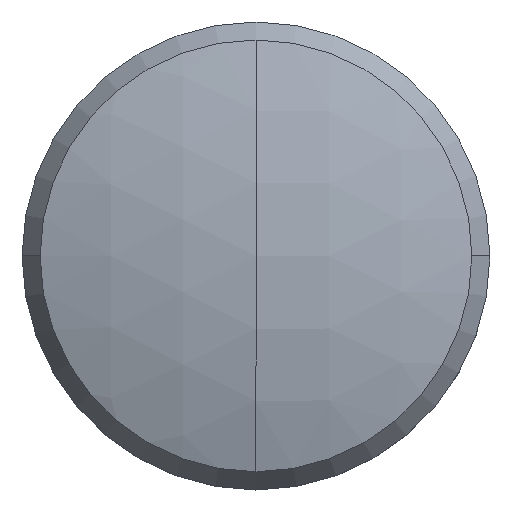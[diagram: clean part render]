
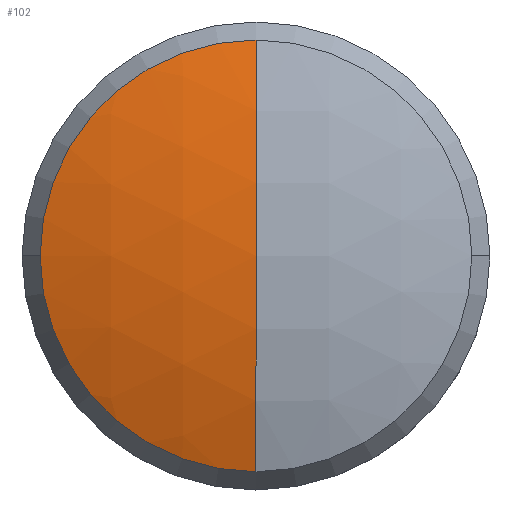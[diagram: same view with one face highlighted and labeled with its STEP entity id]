
A CAD part, top view. The second image highlights one B-rep face of the part: STEP entity #102.
In plain terms, the highlighted spherical face has radius 8.8 mm.
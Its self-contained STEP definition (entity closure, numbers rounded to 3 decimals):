
#6 = DIRECTION ( 'NONE',  ( -1., 0., 0. ) ) ;
#12 = AXIS2_PLACEMENT_3D ( 'NONE', #108, #58, #47 ) ;
#17 = CARTESIAN_POINT ( 'NONE',  ( 0., 0., 0.853 ) ) ;
#25 = VERTEX_POINT ( 'NONE', #131 ) ;
#27 = DIRECTION ( 'NONE',  ( 0., 1., 0. ) ) ;
#47 = DIRECTION ( 'NONE',  ( -1., 0., 0. ) ) ;
#50 = DIRECTION ( 'NONE',  ( -1., 0., 0. ) ) ;
#58 = DIRECTION ( 'NONE',  ( 0., 0., 1. ) ) ;
#60 = VERTEX_POINT ( 'NONE', #286 ) ;
#73 = ORIENTED_EDGE ( 'NONE', *, *, #275, .F. ) ;
#74 = SPHERICAL_SURFACE ( 'NONE', #198, 8.8 ) ;
#93 = ORIENTED_EDGE ( 'NONE', *, *, #310, .T. ) ;
#100 = VERTEX_POINT ( 'NONE', #252 ) ;
#102 = ADVANCED_FACE ( 'NONE', ( #319 ), #74, .T. ) ;
#108 = CARTESIAN_POINT ( 'NONE',  ( 0., 0., 0.853 ) ) ;
#110 = CIRCLE ( 'NONE', #282, 8.8 ) ;
#115 = DIRECTION ( 'NONE',  ( 0., -1., 0. ) ) ;
#122 = EDGE_CURVE ( 'NONE', #100, #148, #171, .T. ) ;
#127 = AXIS2_PLACEMENT_3D ( 'NONE', #17, #299, #50 ) ;
#128 = DIRECTION ( 'NONE',  ( 1., 0., 0. ) ) ;
#131 = CARTESIAN_POINT ( 'NONE',  ( 0., 0., 1.3 ) ) ;
#139 = CIRCLE ( 'NONE', #127, 2.768 ) ;
#148 = VERTEX_POINT ( 'NONE', #176 ) ;
#154 = ORIENTED_EDGE ( 'NONE', *, *, #193, .T. ) ;
#171 = CIRCLE ( 'NONE', #12, 2.768 ) ;
#176 = CARTESIAN_POINT ( 'NONE',  ( 0., -2.768, 0.853 ) ) ;
#193 = EDGE_CURVE ( 'NONE', #60, #100, #139, .T. ) ;
#198 = AXIS2_PLACEMENT_3D ( 'NONE', #366, #6, #27 ) ;
#234 = CARTESIAN_POINT ( 'NONE',  ( 0., 0., -7.5 ) ) ;
#248 = CIRCLE ( 'NONE', #308, 8.8 ) ;
#252 = CARTESIAN_POINT ( 'NONE',  ( -2.768, 0., 0.853 ) ) ;
#254 = EDGE_LOOP ( 'NONE', ( #154, #329, #93, #73 ) ) ;
#275 = EDGE_CURVE ( 'NONE', #60, #25, #248, .T. ) ;
#282 = AXIS2_PLACEMENT_3D ( 'NONE', #234, #362, #115 ) ;
#286 = CARTESIAN_POINT ( 'NONE',  ( 0., 2.768, 0.853 ) ) ;
#293 = CARTESIAN_POINT ( 'NONE',  ( 0., 0., -7.5 ) ) ;
#299 = DIRECTION ( 'NONE',  ( 0., 0., 1. ) ) ;
#308 = AXIS2_PLACEMENT_3D ( 'NONE', #293, #128, #350 ) ;
#310 = EDGE_CURVE ( 'NONE', #148, #25, #110, .T. ) ;
#319 = FACE_OUTER_BOUND ( 'NONE', #254, .T. ) ;
#329 = ORIENTED_EDGE ( 'NONE', *, *, #122, .T. ) ;
#350 = DIRECTION ( 'NONE',  ( 0., 0., -1. ) ) ;
#362 = DIRECTION ( 'NONE',  ( -1., 0., 0. ) ) ;
#366 = CARTESIAN_POINT ( 'NONE',  ( 0., 0., -7.5 ) ) ;
